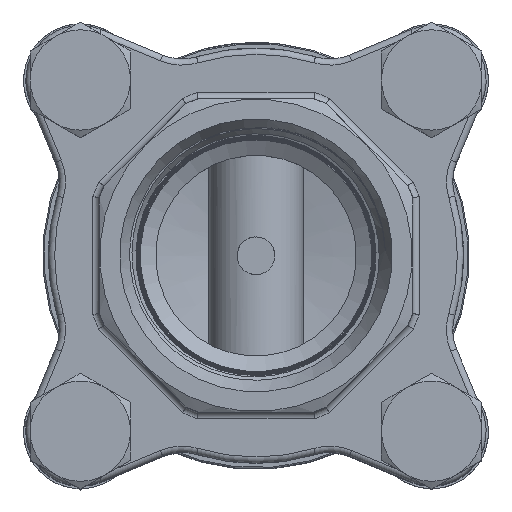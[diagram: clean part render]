
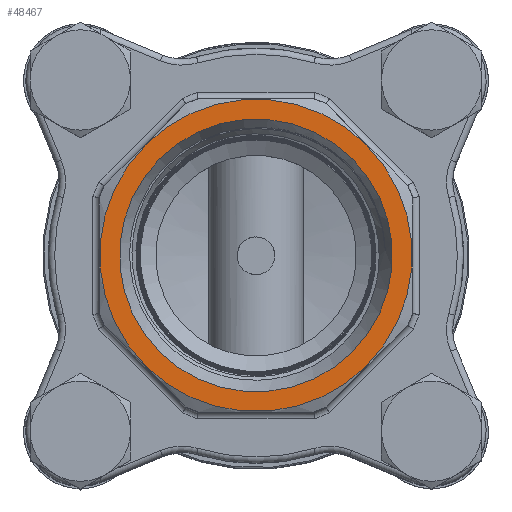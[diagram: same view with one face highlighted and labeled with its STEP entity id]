
A CAD part, top view. The second image highlights one B-rep face of the part: STEP entity #48467.
In plain terms, the highlighted planar face has unit normal (0, 0, 1).
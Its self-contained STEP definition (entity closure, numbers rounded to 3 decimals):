
#48415=CARTESIAN_POINT('',(-0.845,49.823,-31.945));
#48416=VERTEX_POINT('',#48415);
#48417=CARTESIAN_POINT('',(14.535,34.444,-31.945));
#48418=DIRECTION('',(0.,0.,-1.0));
#48419=DIRECTION('',(-0.707,0.707,0.));
#48420=AXIS2_PLACEMENT_3D('',#48417,#48418,#48419);
#48421=CIRCLE('',#48420,21.75);
#48422=EDGE_CURVE('',#48416,#48416,#48421,.T.);
#48448=CARTESIAN_POINT('',(49.89,34.444,-31.945));
#48449=DIRECTION('',(0.0,0.0,-1.0));
#48450=DIRECTION('',(-1.0,0.0,0.0));
#48451=AXIS2_PLACEMENT_3D('',#48448,#48449,#48450);
#48452=PLANE('',#48451);
#48453=CARTESIAN_POINT('',(-3.072,52.051,-31.945));
#48454=VERTEX_POINT('',#48453);
#48455=CARTESIAN_POINT('',(14.535,34.444,-31.945));
#48456=DIRECTION('',(0.,0.,-1.0));
#48457=DIRECTION('',(-0.707,0.707,0.));
#48458=AXIS2_PLACEMENT_3D('',#48455,#48456,#48457);
#48459=CIRCLE('',#48458,24.9);
#48460=EDGE_CURVE('',#48454,#48454,#48459,.T.);
#48461=ORIENTED_EDGE('',*,*,#48460,.F.);
#48462=EDGE_LOOP('',(#48461));
#48463=FACE_OUTER_BOUND('',#48462,.T.);
#48464=ORIENTED_EDGE('',*,*,#48422,.T.);
#48465=EDGE_LOOP('',(#48464));
#48466=FACE_BOUND('',#48465,.T.);
#48467=ADVANCED_FACE('',(#48463,#48466),#48452,.F.);
